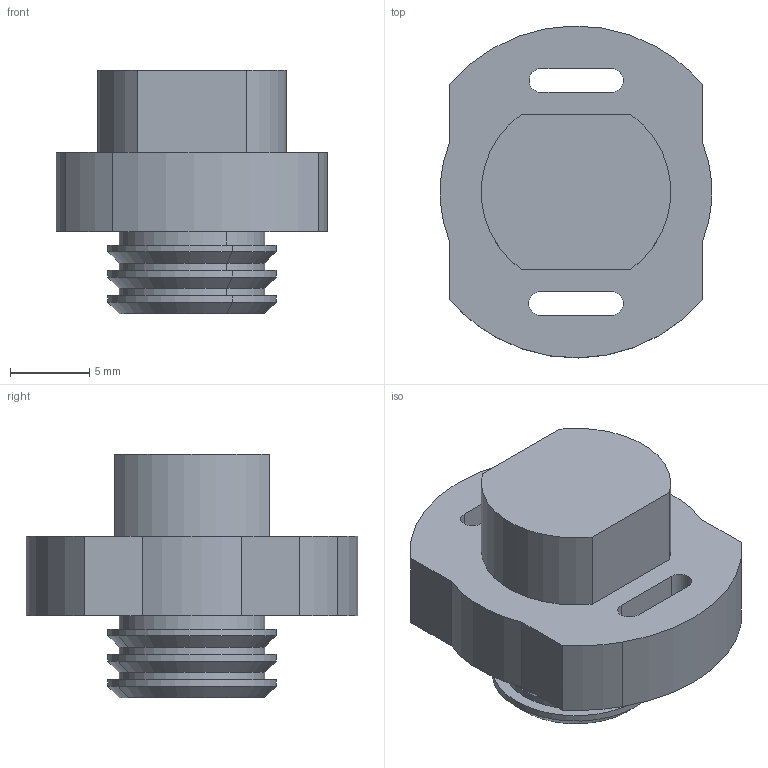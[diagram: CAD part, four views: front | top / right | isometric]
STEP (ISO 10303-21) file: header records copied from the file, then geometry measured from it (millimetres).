
FILE_DESCRIPTION(('CATIA V5 STEP Exchange','CAx-IF Rec.Pracs.--- Model Styling and Organization---1.2---2011-12-15'),'2;1');
FILE_NAME ('009977-1_1_1254870000_1254870000.stp','2018-07-30T10:21:57+00:00',('none'),('Weidmueller'),'CATIA Version 5-6 Release 2014','CATIA V5 STEP AP214','none');
FILE_SCHEMA(('AUTOMOTIVE_DESIGN { 1 0 10303 214 1 1 1 1 }'));
Length unit declared in the file: millimetre
Products named in the file (1): 1254870000
Bounding box: 17.15 x 21 x 15.4 mm (x, y, z)
Volume: 1725.6 mm3; surface area: 1826.2 mm2
Topology: 1 solids, 1 shells, 63 faces, 146 edges, 94 vertices
Faces by surface type: cylinder 32, plane 25, cone 6
Entity records: 1686 total; most frequent: ORIENTED_EDGE 292, CARTESIAN_POINT 287, DIRECTION 238, EDGE_CURVE 146, AXIS2_PLACEMENT_3D 113, VERTEX_POINT 94, VECTOR 80, LINE 80
